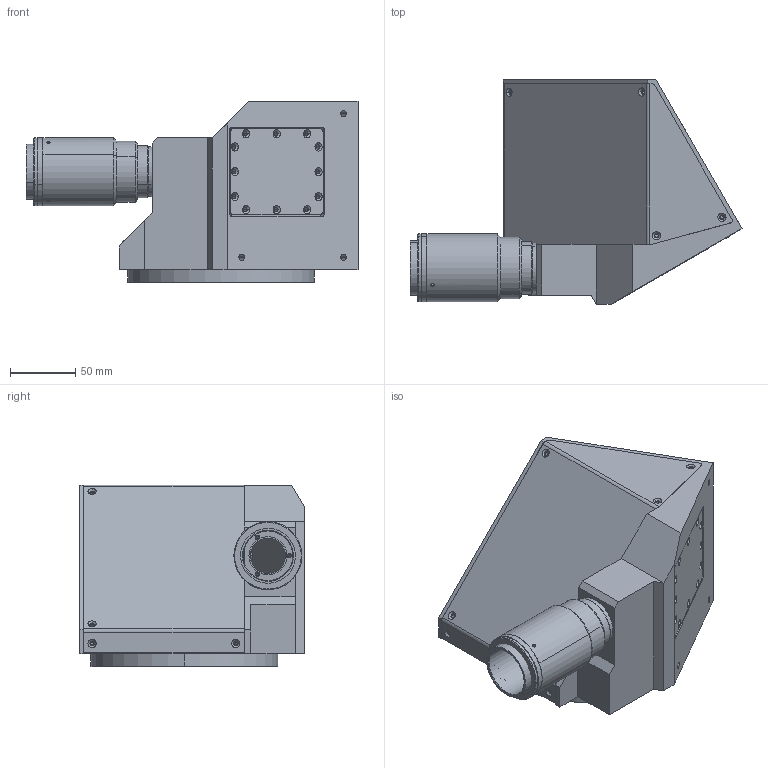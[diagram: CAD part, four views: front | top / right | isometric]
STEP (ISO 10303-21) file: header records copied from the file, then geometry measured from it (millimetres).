
FILE_DESCRIPTION (( 'STEP AP214' ), '1' );
FILE_NAME ('TCCR4M096-E.STEP', '2015-07-21T11:01:37', ( '' ), ( '' ), 'SwSTEP 2.0', 'SolidWorks 2013', '' );
FILE_SCHEMA (( 'AUTOMOTIVE_DESIGN' ));
Length unit declared in the file: millimetre
Products named in the file (1): TCCR4M096-E
Bounding box: 254.1 x 171.92 x 139 mm (x, y, z)
Surface area: 169235.9 mm2 (no closed solid volume)
Topology: 0 solids, 12 shells, 296 faces, 858 edges, 576 vertices
Faces by surface type: cylinder 148, cone 74, plane 72, sphere 2
Entity records: 13308 total; most frequent: CARTESIAN_POINT 1976, DIRECTION 1838, ORIENTED_EDGE 1438, EDGE_CURVE 858, AXIS2_PLACEMENT_3D 700, VERTEX_POINT 576, VECTOR 438, LINE 438
